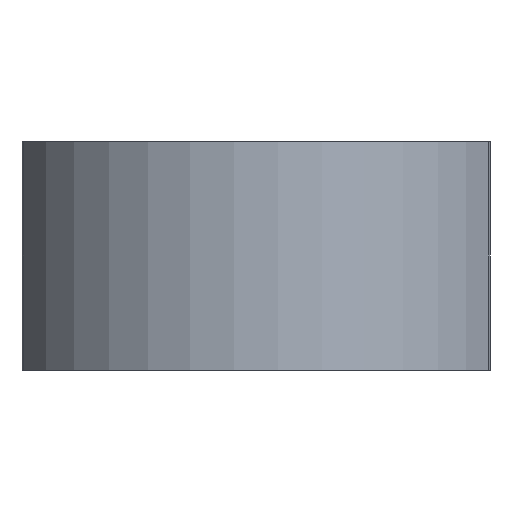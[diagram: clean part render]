
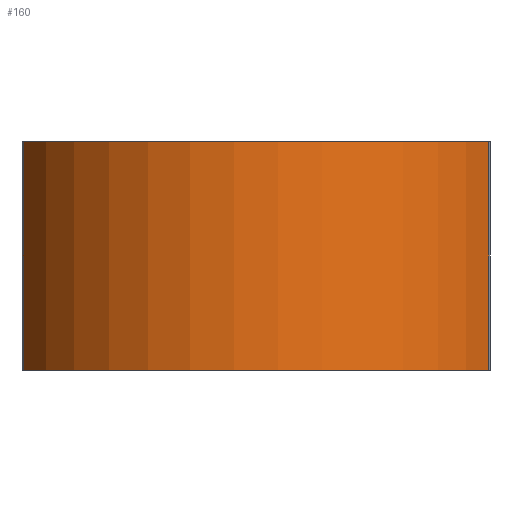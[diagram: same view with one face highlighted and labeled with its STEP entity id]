
A CAD part, left-side view. The second image highlights one B-rep face of the part: STEP entity #160.
In plain terms, the highlighted cylindrical face has radius 9 mm (diameter 18 mm), a partial arc.
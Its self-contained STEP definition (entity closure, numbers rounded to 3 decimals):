
#18=CYLINDRICAL_SURFACE('',#200,9.);
#32=FACE_OUTER_BOUND('',#42,.T.);
#42=EDGE_LOOP('',(#142,#143,#144,#145));
#52=LINE('',#289,#62);
#53=LINE('',#298,#63);
#62=VECTOR('',#237,10.);
#63=VECTOR('',#250,10.);
#71=CIRCLE('',#196,9.);
#74=CIRCLE('',#201,9.);
#84=VERTEX_POINT('',#286);
#85=VERTEX_POINT('',#288);
#86=VERTEX_POINT('',#292);
#87=VERTEX_POINT('',#296);
#102=EDGE_CURVE('',#84,#85,#52,.T.);
#104=EDGE_CURVE('',#86,#85,#71,.T.);
#107=EDGE_CURVE('',#86,#87,#53,.T.);
#108=EDGE_CURVE('',#87,#84,#74,.T.);
#142=ORIENTED_EDGE('',*,*,#102,.F.);
#143=ORIENTED_EDGE('',*,*,#108,.F.);
#144=ORIENTED_EDGE('',*,*,#107,.F.);
#145=ORIENTED_EDGE('',*,*,#104,.T.);
#160=ADVANCED_FACE('',(#32),#18,.T.);
#196=AXIS2_PLACEMENT_3D('',#293,#242,#243);
#200=AXIS2_PLACEMENT_3D('',#299,#251,#252);
#201=AXIS2_PLACEMENT_3D('',#300,#253,#254);
#237=DIRECTION('',(0.,0.,-1.));
#242=DIRECTION('center_axis',(0.,0.,1.));
#243=DIRECTION('ref_axis',(-0.344,0.939,0.));
#250=DIRECTION('',(0.,0.,1.));
#251=DIRECTION('center_axis',(0.,0.,1.));
#252=DIRECTION('ref_axis',(-0.344,0.939,0.));
#253=DIRECTION('center_axis',(0.,0.,1.));
#254=DIRECTION('ref_axis',(-0.344,0.939,0.));
#286=CARTESIAN_POINT('',(7.424,-9.822,8.));
#288=CARTESIAN_POINT('',(7.424,-9.822,0.));
#289=CARTESIAN_POINT('',(7.424,-9.822,0.));
#292=CARTESIAN_POINT('',(7.424,6.488,0.));
#293=CARTESIAN_POINT('Origin',(11.23,-1.667,0.));
#296=CARTESIAN_POINT('',(7.424,6.488,8.));
#298=CARTESIAN_POINT('',(7.424,6.488,0.));
#299=CARTESIAN_POINT('Origin',(11.23,-1.667,0.));
#300=CARTESIAN_POINT('Origin',(11.23,-1.667,8.));
